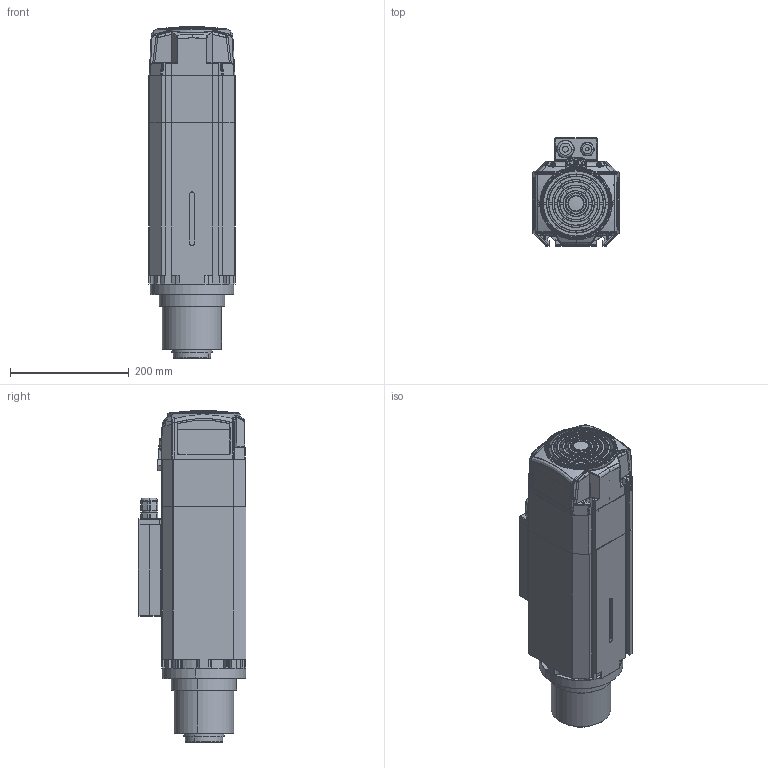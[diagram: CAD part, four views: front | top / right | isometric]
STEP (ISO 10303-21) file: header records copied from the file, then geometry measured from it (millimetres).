
FILE_DESCRIPTION (( 'STEP AP214' ), '1' );
FILE_NAME ('ES9511.STEP', '2021-05-10T06:11:04', ( '萇齟' ), ( '' ), 'SwSTEP 2.0', 'SolidWorks 2018', '' );
FILE_SCHEMA (( 'AUTOMOTIVE_DESIGN' ));
Length unit declared in the file: millimetre
Products named in the file (16): ァ奪諉芛; 瑞欶; ァ詰极; ヶ傷裔; 蛌赽粣; ES9511; xiaojiet; JB／T7941．2-1995旋入式圆形油标A型10; 碟菁; 諉盄碟裔啣; イ詰裔; 碟裔; 儂褲; 偌聽; ヶ裔; dajietou
Assembly tree (16 placements, depth 2):
  ES9511
    儂褲
    ヶ傷裔
    ァ詰极
    蛌赽粣
    ヶ裔
    イ詰裔
    瑞欶
    JB／T7941．2-1995旋入式圆形油标A型10
    ァ奪諉芛  x2
    碟菁
    碟裔
    諉盄碟裔啣
    dajietou
    xiaojiet
    偌聽
Bounding box: 145 x 181.5 x 558.83 mm (x, y, z)
Volume: 3572315.7 mm3; surface area: 1240193.6 mm2
Topology: 17 solids, 17 shells, 2912 faces, 7951 edges, 5034 vertices
Faces by surface type: bspline 1241, cylinder 638, plane 608, cone 401, sphere 16, torus 8
Entity records: 149130 total; most frequent: CARTESIAN_POINT 87338, ORIENTED_EDGE 15604, DIRECTION 8646, EDGE_CURVE 7802, VERTEX_POINT 4966, B_SPLINE_CURVE_WITH_KNOTS 3818, AXIS2_PLACEMENT_3D 3344, EDGE_LOOP 3084
